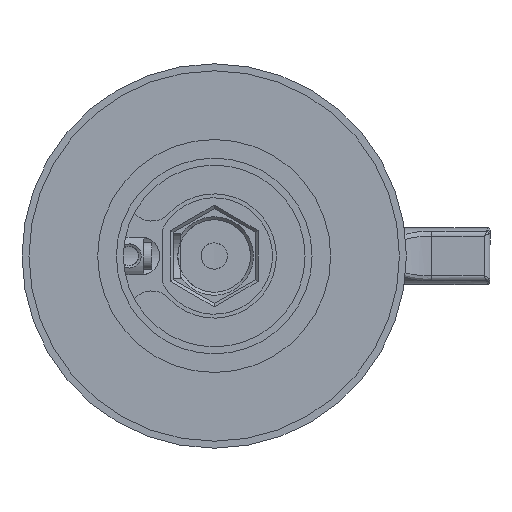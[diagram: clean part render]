
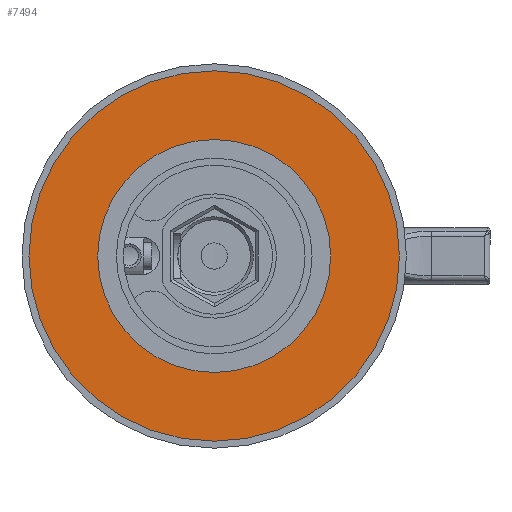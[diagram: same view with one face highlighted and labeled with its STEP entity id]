
A CAD part, front view. The second image highlights one B-rep face of the part: STEP entity #7494.
In plain terms, the highlighted planar face has unit normal (0, -1, 0).
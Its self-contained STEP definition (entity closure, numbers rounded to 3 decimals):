
#1364 = CIRCLE ( 'NONE', #6982, 31.8 ) ;
#2154 = ORIENTED_EDGE ( 'NONE', *, *, #16367, .T. ) ;
#2631 = CARTESIAN_POINT ( 'NONE',  ( 0., 91.064, 0. ) ) ;
#4628 = FACE_BOUND ( 'NONE', #6510, .T. ) ;
#5796 = VERTEX_POINT ( 'NONE', #20117 ) ;
#6510 = EDGE_LOOP ( 'NONE', ( #2154 ) ) ;
#6527 = CARTESIAN_POINT ( 'NONE',  ( -20., 91.064, 0. ) ) ;
#6982 = AXIS2_PLACEMENT_3D ( 'NONE', #2631, #15069, #17367 ) ;
#7272 = CARTESIAN_POINT ( 'NONE',  ( 0., 91.064, 0. ) ) ;
#7374 = CIRCLE ( 'NONE', #22481, 20. ) ;
#7494 = ADVANCED_FACE ( 'NONE', ( #4628, #14775 ), #18949, .T. ) ;
#8897 = DIRECTION ( 'NONE',  ( 0., 1., 0. ) ) ;
#11043 = EDGE_CURVE ( 'NONE', #5796, #5796, #1364, .T. ) ;
#13507 = CARTESIAN_POINT ( 'NONE',  ( 0., 91.064, 20. ) ) ;
#14775 = FACE_OUTER_BOUND ( 'NONE', #22199, .T. ) ;
#15069 = DIRECTION ( 'NONE',  ( 0., 1., 0. ) ) ;
#15256 = DIRECTION ( 'NONE',  ( 0., 0., 1. ) ) ;
#16367 = EDGE_CURVE ( 'NONE', #19852, #19852, #7374, .T. ) ;
#17367 = DIRECTION ( 'NONE',  ( 0., 0., 1. ) ) ;
#18949 = PLANE ( 'NONE',  #21908 ) ;
#19852 = VERTEX_POINT ( 'NONE', #13507 ) ;
#20117 = CARTESIAN_POINT ( 'NONE',  ( 0., 91.064, 31.8 ) ) ;
#21908 = AXIS2_PLACEMENT_3D ( 'NONE', #6527, #23531, #25570 ) ;
#22199 = EDGE_LOOP ( 'NONE', ( #22901 ) ) ;
#22481 = AXIS2_PLACEMENT_3D ( 'NONE', #7272, #8897, #15256 ) ;
#22901 = ORIENTED_EDGE ( 'NONE', *, *, #11043, .F. ) ;
#23531 = DIRECTION ( 'NONE',  ( 0., -1., 0. ) ) ;
#25570 = DIRECTION ( 'NONE',  ( 0., 0., -1. ) ) ;
